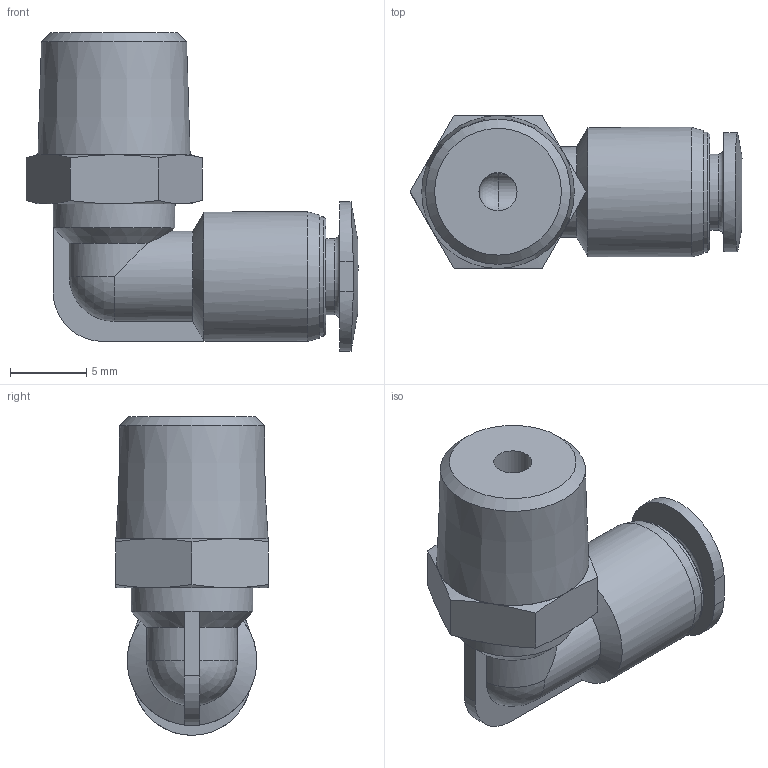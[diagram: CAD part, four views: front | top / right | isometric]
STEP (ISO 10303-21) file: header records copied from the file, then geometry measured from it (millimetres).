
FILE_DESCRIPTION(/* description */ ('STEP AP214'),/* implementation_level */ '2;1');
FILE_NAME(/* name */ '153334_QSML-1_8-4',/* time_stamp */ '2024-09-12T19:29:35+02:00',/* author */ ('License CC BY-ND 4.0'),/* organization */ ('CADENAS'),/* preprocessor_version */ 'ST-DEVELOPER v19.3',/* originating_system */ 'PARTsolutions',/* authorisation */ ' ');
FILE_SCHEMA (('AUTOMOTIVE_DESIGN {1 0 10303 214 3 1 1}'));
Length unit declared in the file: millimetre
Products named in the file (1): 153334 QSML-1/8-4
Bounding box: 21.77 x 10 x 20.9 mm (x, y, z)
Volume: 1517.3 mm3; surface area: 1402.8 mm2
Topology: 1 solids, 1 shells, 60 faces, 134 edges, 80 vertices
Faces by surface type: plane 23, cone 19, cylinder 13, sphere 3, torus 2
Full cylindrical faces by diameter (mm): 2.5 x2, 4 x1, 5 x1, 7.849 x1, 8 x1, 8.5 x1
Entity records: 2038 total; most frequent: CARTESIAN_POINT 364, DIRECTION 258, ORIENTED_EDGE 232, EDGE_CURVE 116, AXIS2_PLACEMENT_3D 114, EDGE_LOOP 81, FACE_BOUND 81, VERTEX_POINT 77
